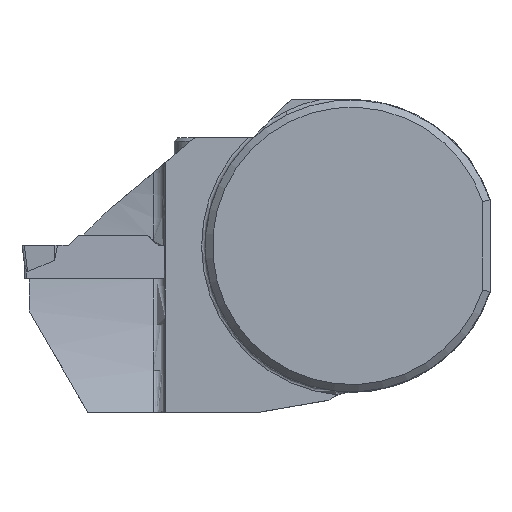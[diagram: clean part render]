
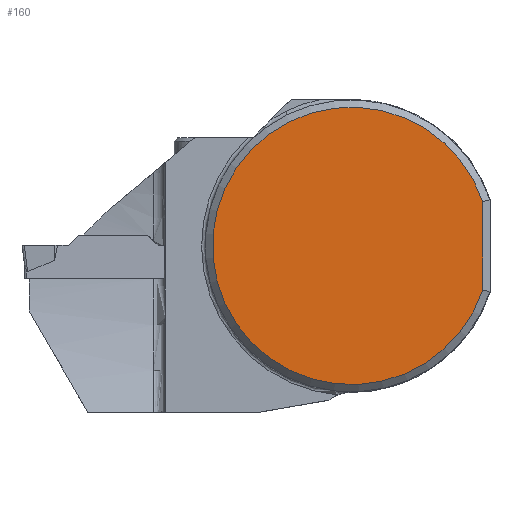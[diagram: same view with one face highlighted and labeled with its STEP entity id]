
A CAD part, top view. The second image highlights one B-rep face of the part: STEP entity #160.
In plain terms, the highlighted planar face has unit normal (0, 0, 1).
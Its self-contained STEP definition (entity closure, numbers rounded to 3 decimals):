
#113=PLANE('',#1479);
#160=ADVANCED_FACE('',(#247),#113,.F.);
#247=FACE_OUTER_BOUND('',#317,.T.);
#317=EDGE_LOOP('',(#686,#687));
#456=LINE('',#2006,#565);
#565=VECTOR('',#1625,1.);
#686=ORIENTED_EDGE('',*,*,#1202,.F.);
#687=ORIENTED_EDGE('',*,*,#1203,.T.);
#1074=VERTEX_POINT('',#2007);
#1075=VERTEX_POINT('',#2008);
#1202=EDGE_CURVE('',#1074,#1075,#456,.T.);
#1203=EDGE_CURVE('',#1074,#1075,#1386,.T.);
#1386=CIRCLE('',#1478,19.);
#1478=AXIS2_PLACEMENT_3D('',#2009,#1626,#1627);
#1479=AXIS2_PLACEMENT_3D('',#2010,#1628,#1629);
#1625=DIRECTION('',(0.,-1.,0.));
#1626=DIRECTION('',(0.,0.,1.));
#1627=DIRECTION('',(-1.,0.,0.));
#1628=DIRECTION('',(0.,0.,-1.));
#1629=DIRECTION('',(-1.,0.,0.));
#2006=CARTESIAN_POINT('',(18.,0.,0.325));
#2007=CARTESIAN_POINT('',(18.,6.083,0.325));
#2008=CARTESIAN_POINT('',(18.,-6.083,0.325));
#2009=CARTESIAN_POINT('',(0.,0.,0.325));
#2010=CARTESIAN_POINT('',(0.,0.,0.325));
